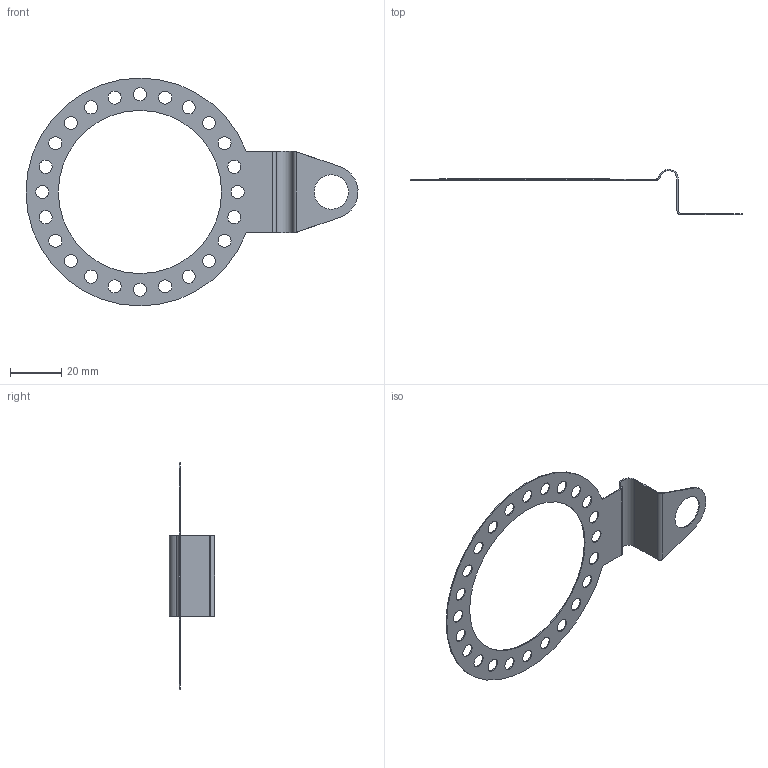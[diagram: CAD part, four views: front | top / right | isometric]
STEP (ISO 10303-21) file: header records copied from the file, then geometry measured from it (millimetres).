
FILE_DESCRIPTION((''),'2;1');
FILE_NAME('114601-0001','2010-03-01T',('jude.martin'),(''),'PRO/ENGINEER BY PARAMETRIC TECHNOLOGY CORPORATION, 2007030','PRO/ENGINEER BY PARAMETRIC TECHNOLOGY CORPORATION, 2007030','');
FILE_SCHEMA(('CONFIG_CONTROL_DESIGN'));
Length unit declared in the file: inch
Products named in the file (1): 114601-0001
Bounding box: 129.5 x 17.65 x 88.9 mm (x, y, z)
Volume: 1645.1 mm3; surface area: 8434.1 mm2
Topology: 1 solids, 1 shells, 70 faces, 204 edges, 136 vertices
Faces by surface type: cylinder 60, plane 10
Entity records: 2535 total; most frequent: DIRECTION 460, CARTESIAN_POINT 421, ORIENTED_EDGE 408, EDGE_CURVE 204, AXIS2_PLACEMENT_3D 190, VERTEX_POINT 136, EDGE_LOOP 122, CIRCLE 120
